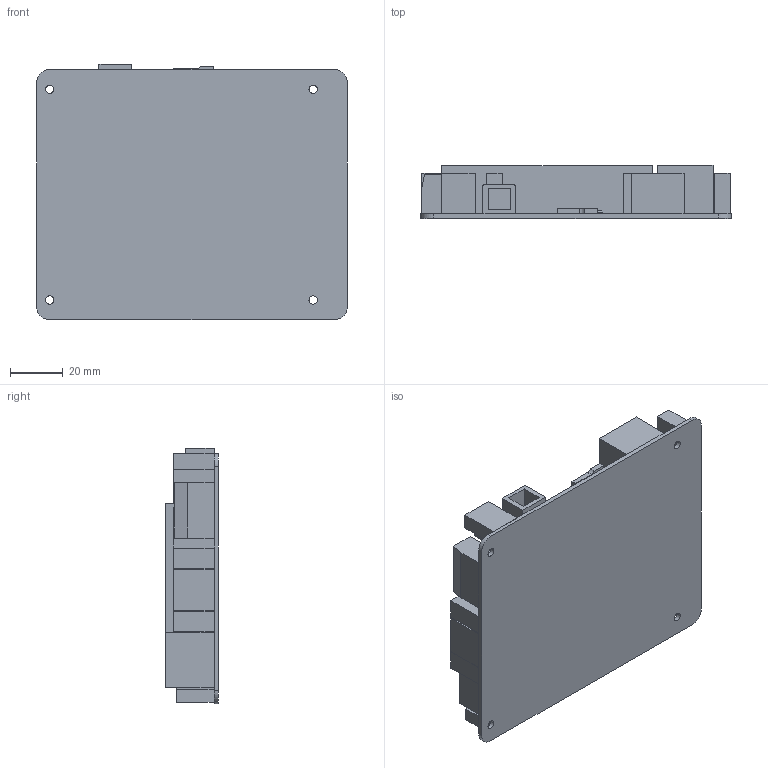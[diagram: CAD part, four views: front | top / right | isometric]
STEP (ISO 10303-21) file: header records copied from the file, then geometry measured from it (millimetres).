
FILE_DESCRIPTION((''),'2;1');
FILE_NAME('ZM3E4','2021-02-18T',('Administrator'),(''),'PRO/ENGINEER BY PARAMETRIC TECHNOLOGY CORPORATION, 2010480','PRO/ENGINEER BY PARAMETRIC TECHNOLOGY CORPORATION, 2010480','');
FILE_SCHEMA(('CONFIG_CONTROL_DESIGN'));
Length unit declared in the file: millimetre
Products named in the file (1): ZM3E4
Bounding box: 118 x 20 x 97 mm (x, y, z)
Volume: 109723.1 mm3; surface area: 43486.5 mm2
Topology: 1 solids, 1 shells, 125 faces, 308 edges, 202 vertices
Faces by surface type: plane 109, cylinder 16
Entity records: 3690 total; most frequent: CARTESIAN_POINT 645, ORIENTED_EDGE 616, DIRECTION 584, EDGE_CURVE 308, VECTOR 278, LINE 278, VERTEX_POINT 202, AXIS2_PLACEMENT_3D 153
